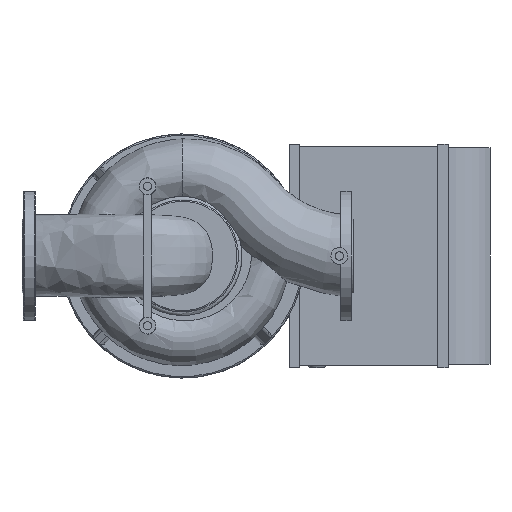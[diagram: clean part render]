
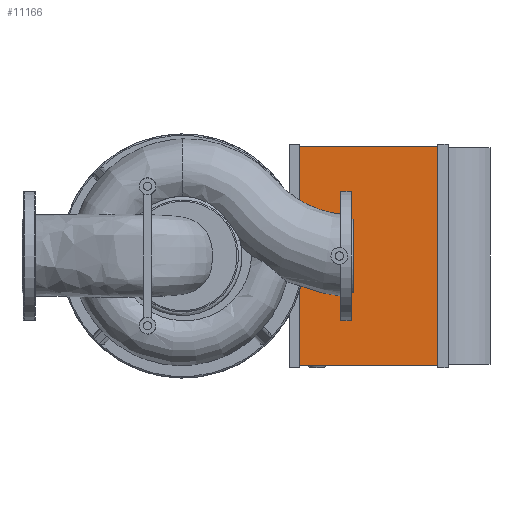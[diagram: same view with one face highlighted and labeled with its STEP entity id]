
A CAD part, front view. The second image highlights one B-rep face of the part: STEP entity #11166.
In plain terms, the highlighted planar face has unit normal (0, -1, 0).
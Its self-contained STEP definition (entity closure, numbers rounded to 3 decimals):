
#907=LINE($,#25946,#1858);
#939=LINE($,#26025,#1890);
#940=LINE($,#26027,#1891);
#941=LINE($,#26028,#1892);
#1858=VECTOR($,#15276,198.);
#1890=VECTOR($,#15348,314.);
#1891=VECTOR($,#15349,198.);
#1892=VECTOR($,#15350,314.);
#2420=PLANE($,#12328);
#3182=FACE_OUTER_BOUND($,#3963,.T.);
#3963=EDGE_LOOP($,(#10092,#10093,#10094,#10095));
#5576=VERTEX_POINT($,#25943);
#5577=VERTEX_POINT($,#25945);
#5604=VERTEX_POINT($,#26024);
#5605=VERTEX_POINT($,#26026);
#7085=EDGE_CURVE($,#5577,#5576,#907,.T.);
#7123=EDGE_CURVE($,#5604,#5576,#939,.T.);
#7124=EDGE_CURVE($,#5604,#5605,#940,.T.);
#7125=EDGE_CURVE($,#5605,#5577,#941,.T.);
#10092=ORIENTED_EDGE($,*,*,#7085,.T.);
#10093=ORIENTED_EDGE($,*,*,#7123,.F.);
#10094=ORIENTED_EDGE($,*,*,#7124,.T.);
#10095=ORIENTED_EDGE($,*,*,#7125,.T.);
#11166=ADVANCED_FACE($,(#3182),#2420,.T.);
#12328=AXIS2_PLACEMENT_3D($,#26023,#15346,#15347);
#15276=DIRECTION($,(1.,0.,0.));
#15346=DIRECTION('center_axis',(0.,-1.,0.));
#15347=DIRECTION('ref_axis',(0.,0.,-1.));
#15348=DIRECTION($,(0.,0.,-1.));
#15349=DIRECTION($,(-1.,0.,0.));
#15350=DIRECTION($,(0.,0.,-1.));
#25943=CARTESIAN_POINT('',(596.,349.,-157.));
#25945=CARTESIAN_POINT('',(398.,349.,-157.));
#25946=CARTESIAN_POINT($,(546.5,349.,-157.));
#26023=CARTESIAN_POINT('Origin',(596.,349.,0.));
#26024=CARTESIAN_POINT('',(596.,349.,157.));
#26025=CARTESIAN_POINT($,(596.,349.,0.));
#26026=CARTESIAN_POINT('',(398.,349.,157.));
#26027=CARTESIAN_POINT($,(546.5,349.,157.));
#26028=CARTESIAN_POINT($,(398.,349.,0.));
